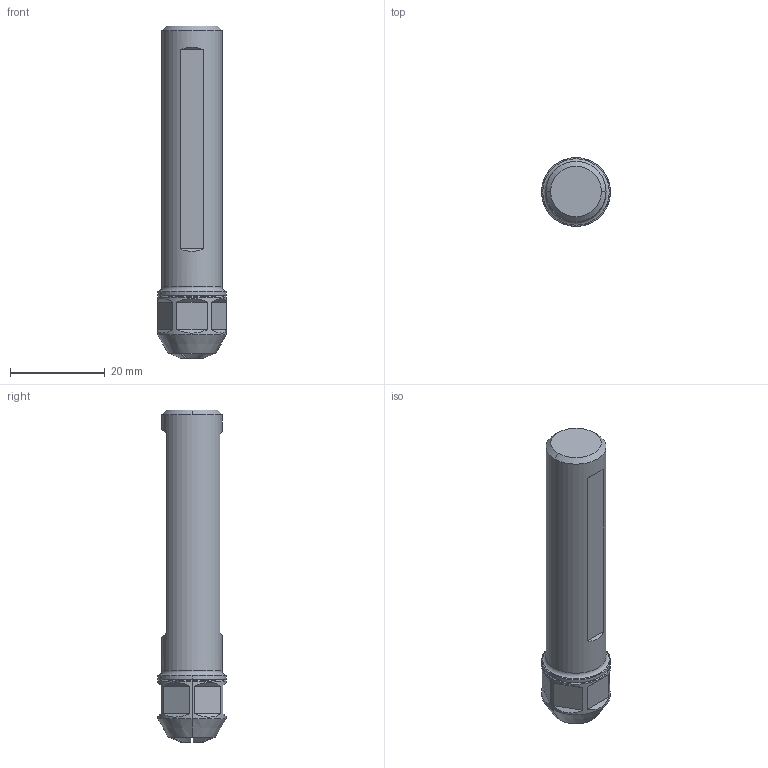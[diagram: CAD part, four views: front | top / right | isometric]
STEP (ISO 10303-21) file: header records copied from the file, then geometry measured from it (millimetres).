
FILE_DESCRIPTION(/* description */ (''),/* implementation_level */ '2;1');
FILE_NAME(/* name */ '1587010015908.stp',/* time_stamp */ '2020-04-16T09:37:32+05:00',/* author */ (''),/* organization */ ('SMS'),/* preprocessor_version */ 'ST-DEVELOPER v16.7',/* originating_system */ 'SIEMENS PLM Software NX 12.0',/* authorisation */ '');
FILE_SCHEMA (('AUTOMOTIVE_DESIGN { 1 0 10303 214 3 1 1 1 }'));
Length unit declared in the file: millimetre
Products named in the file (1): 202211865mod000_00
Bounding box: 14.5 x 14.5 x 70 mm (x, y, z)
Volume: 8261.3 mm3; surface area: 3892.1 mm2
Topology: 1 solids, 1 shells, 125 faces, 362 edges, 240 vertices
Faces by surface type: plane 58, cylinder 28, cone 24, torus 11, bspline 4
Full cylindrical faces by diameter (mm): 4.016 x1, 12.688 x1
Entity records: 5388 total; most frequent: CARTESIAN_POINT 1880, ORIENTED_EDGE 766, DIRECTION 672, EDGE_CURVE 383, VERTEX_POINT 279, AXIS2_PLACEMENT_3D 244, LINE 184, VECTOR 184
